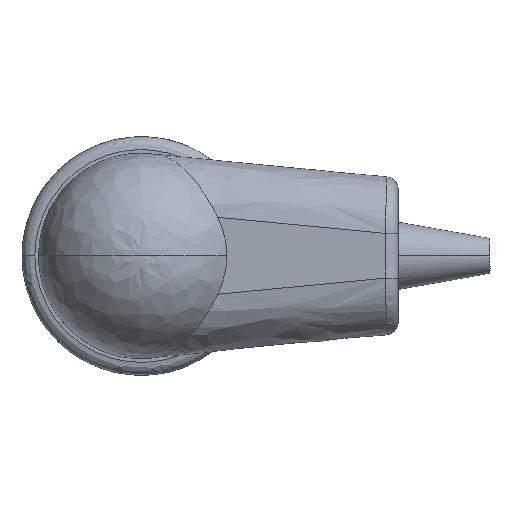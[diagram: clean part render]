
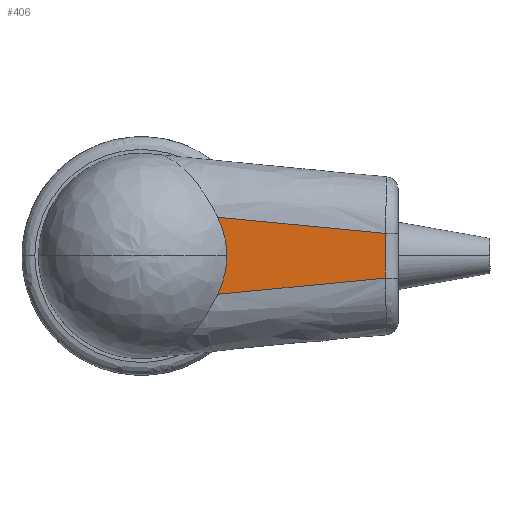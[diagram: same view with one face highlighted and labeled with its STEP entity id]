
A CAD part, top view. The second image highlights one B-rep face of the part: STEP entity #406.
In plain terms, the highlighted free-form (B-spline) face has degree [1, 1] with [2, 2] control points.
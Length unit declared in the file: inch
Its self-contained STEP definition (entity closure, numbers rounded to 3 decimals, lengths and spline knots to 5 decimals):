
#1 = CARTESIAN_POINT ( 'NONE',  ( 1.46637, 0.88915, 0.75 ) ) ;
#22 = EDGE_CURVE ( 'NONE', #1930, #523, #580, .T. ) ;
#55 = EDGE_LOOP ( 'NONE', ( #1818, #1205, #1720, #671, #575 ) ) ;
#89 =( BOUNDED_CURVE ( )  B_SPLINE_CURVE ( 2, ( #744, #1, #1522 ),
 .UNSPECIFIED., .F., .F. ) 
 B_SPLINE_CURVE_WITH_KNOTS ( ( 3, 3 ),
 ( -2.03749, -1.5708 ),
 .UNSPECIFIED. ) 
 CURVE ( )  GEOMETRIC_REPRESENTATION_ITEM ( )  RATIONAL_B_SPLINE_CURVE ( ( 1., 0.947, 0.947 ) ) 
 REPRESENTATION_ITEM ( '' )  );
#293 = EDGE_CURVE ( 'NONE', #523, #1266, #89, .T. ) ;
#300 = CARTESIAN_POINT ( 'NONE',  ( 2.33, 1.12175, 0.75 ) ) ;
#366 = CARTESIAN_POINT ( 'NONE',  ( 1.46637, 1., 0.75 ) ) ;
#406 = ADVANCED_FACE ( 'NONE', ( #1879 ), #1916, .T. ) ;
#523 = VERTEX_POINT ( 'NONE', #1814 ) ;
#575 = ORIENTED_EDGE ( 'NONE', *, *, #22, .F. ) ;
#580 = B_SPLINE_CURVE_WITH_KNOTS ( 'NONE', 1,
 ( #1737, #1438 ),
 .UNSPECIFIED., .F., .F.,
 ( 2, 2 ),
 ( -1.33617, -0.41843 ),
 .UNSPECIFIED. ) ;
#619 = B_SPLINE_CURVE_WITH_KNOTS ( 'NONE', 1,
 ( #1248, #1872 ),
 .UNSPECIFIED., .F., .F.,
 ( 2, 2 ),
 ( -0.05425, 0.18925 ),
 .UNSPECIFIED. ) ;
#671 = ORIENTED_EDGE ( 'NONE', *, *, #293, .F. ) ;
#744 = CARTESIAN_POINT ( 'NONE',  ( 1.41649, 0.79016, 0.75 ) ) ;
#817 = CARTESIAN_POINT ( 'NONE',  ( 1.41649, 1.20984, 0.75 ) ) ;
#880 = B_SPLINE_CURVE_WITH_KNOTS ( 'NONE', 1,
 ( #1568, #1120 ),
 .UNSPECIFIED., .F., .F.,
 ( 2, 2 ),
 ( 0.41843, 1.33617 ),
 .UNSPECIFIED. ) ;
#961 = CARTESIAN_POINT ( 'NONE',  ( 1.41649, 0.79016, 0.75 ) ) ;
#1008 = VERTEX_POINT ( 'NONE', #1244 ) ;
#1064 = CARTESIAN_POINT ( 'NONE',  ( 1.46637, 1., 0.75 ) ) ;
#1120 = CARTESIAN_POINT ( 'NONE',  ( 2.33, 1.12175, 0.75 ) ) ;
#1144 = CARTESIAN_POINT ( 'NONE',  ( 2.33, 0.87825, 0.75 ) ) ;
#1205 = ORIENTED_EDGE ( 'NONE', *, *, #1504, .F. ) ;
#1244 = CARTESIAN_POINT ( 'NONE',  ( 1.41649, 1.20984, 0.75 ) ) ;
#1248 = CARTESIAN_POINT ( 'NONE',  ( 2.33, 1.12175, 0.75 ) ) ;
#1266 = VERTEX_POINT ( 'NONE', #366 ) ;
#1404 = CARTESIAN_POINT ( 'NONE',  ( 2.33, 1.20984, 0.75 ) ) ;
#1438 = CARTESIAN_POINT ( 'NONE',  ( 1.41649, 0.79016, 0.75 ) ) ;
#1479 = CARTESIAN_POINT ( 'NONE',  ( 1.46637, 1.11085, 0.75 ) ) ;
#1495 = EDGE_CURVE ( 'NONE', #1811, #1930, #619, .T. ) ;
#1504 = EDGE_CURVE ( 'NONE', #1008, #1811, #880, .T. ) ;
#1522 = CARTESIAN_POINT ( 'NONE',  ( 1.46637, 1., 0.75 ) ) ;
#1568 = CARTESIAN_POINT ( 'NONE',  ( 1.41649, 1.20984, 0.75 ) ) ;
#1573 = CARTESIAN_POINT ( 'NONE',  ( 2.33, 0.79016, 0.75 ) ) ;
#1688 = EDGE_CURVE ( 'NONE', #1266, #1008, #1731, .T. ) ;
#1720 = ORIENTED_EDGE ( 'NONE', *, *, #1688, .F. ) ;
#1731 =( BOUNDED_CURVE ( )  B_SPLINE_CURVE ( 2, ( #1064, #1479, #1960 ),
 .UNSPECIFIED., .F., .T. ) 
 B_SPLINE_CURVE_WITH_KNOTS ( ( 3, 3 ),
 ( -1.5708, -1.1041 ),
 .UNSPECIFIED. ) 
 CURVE ( )  GEOMETRIC_REPRESENTATION_ITEM ( )  RATIONAL_B_SPLINE_CURVE ( ( 0.947, 0.947, 1. ) ) 
 REPRESENTATION_ITEM ( '' )  );
#1737 = CARTESIAN_POINT ( 'NONE',  ( 2.33, 0.87825, 0.75 ) ) ;
#1811 = VERTEX_POINT ( 'NONE', #300 ) ;
#1814 = CARTESIAN_POINT ( 'NONE',  ( 1.41649, 0.79016, 0.75 ) ) ;
#1818 = ORIENTED_EDGE ( 'NONE', *, *, #1495, .F. ) ;
#1872 = CARTESIAN_POINT ( 'NONE',  ( 2.33, 0.87825, 0.75 ) ) ;
#1879 = FACE_OUTER_BOUND ( 'NONE', #55, .T. ) ;
#1916 = B_SPLINE_SURFACE_WITH_KNOTS ( 'NONE', 1, 1, ( 
 ( #961, #817 ),
 ( #1573, #1404 ) ),
 .UNSPECIFIED., .F., .F., .F.,
 ( 2, 2 ),
 ( 2, 2 ),
 ( 0.41649, 1.33 ),
 ( -0.45984, -0.04016 ),
 .UNSPECIFIED. ) ;
#1930 = VERTEX_POINT ( 'NONE', #1144 ) ;
#1960 = CARTESIAN_POINT ( 'NONE',  ( 1.41649, 1.20984, 0.75 ) ) ;
